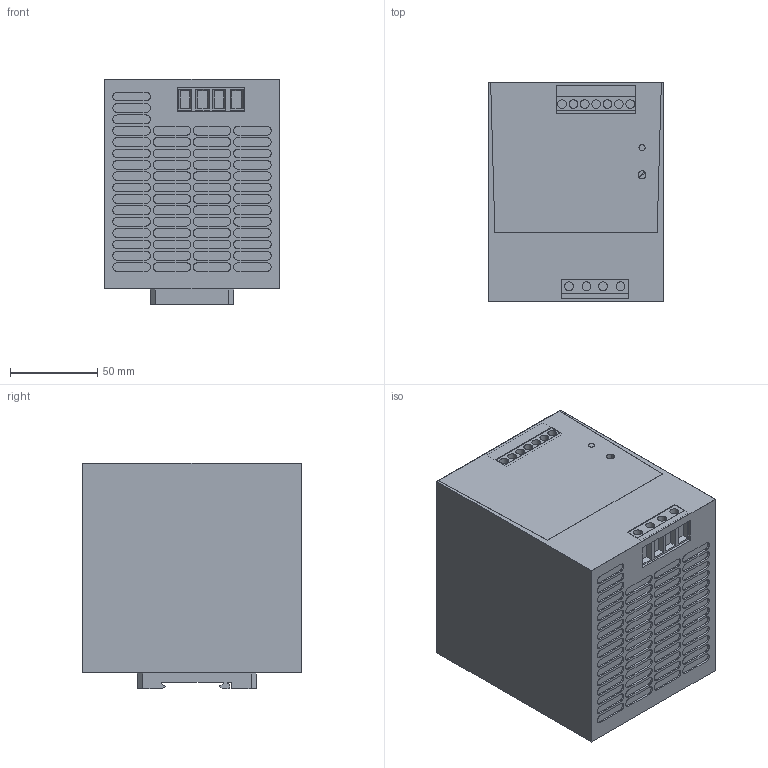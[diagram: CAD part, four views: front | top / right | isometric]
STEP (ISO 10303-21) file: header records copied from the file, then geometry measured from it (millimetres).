
FILE_DESCRIPTION(('CATIA V5 STEP Exchange','CAx-IF Rec.Pracs.--- Model Styling and Organization---1.4--- 2014-01-23'),'2;1');
FILE_NAME ('6540730_4_1469550000_S3D_PRO_ECO3_480W_24V_20A.stp','2019-06-13T12:21:34+00:00',('none'),('Weidmueller'),'CATIA Version 5-6 Release 2016 SP3 HF44','CATIA V5 STEP AP214','none');
FILE_SCHEMA(('AUTOMOTIVE_DESIGN { 1 0 10303 214 1 1 1 1 }'));
Length unit declared in the file: millimetre
Products named in the file (1): 1469550000
Bounding box: 100 x 125 x 129.1 mm (x, y, z)
Volume: 1507426.9 mm3; surface area: 129878.1 mm2
Topology: 8 solids, 8 shells, 744 faces, 1808 edges, 1209 vertices
Faces by surface type: plane 492, cylinder 252
Entity records: 21921 total; most frequent: CARTESIAN_POINT 3726, ORIENTED_EDGE 3616, DIRECTION 3206, EDGE_CURVE 1808, VECTOR 1296, LINE 1296, AXIS2_PLACEMENT_3D 1211, VERTEX_POINT 1209
